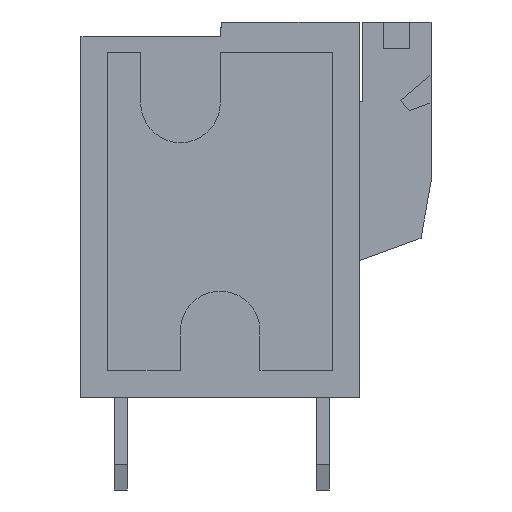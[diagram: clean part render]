
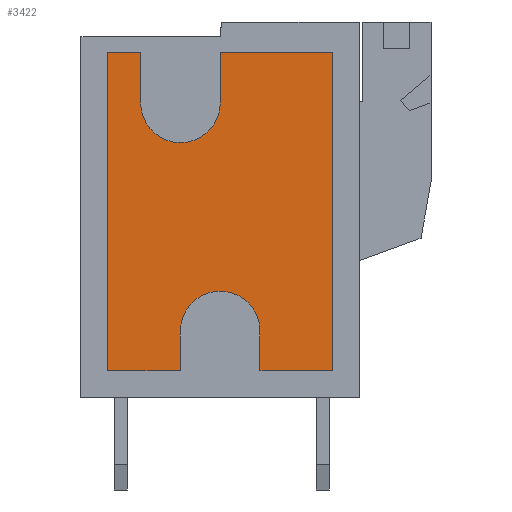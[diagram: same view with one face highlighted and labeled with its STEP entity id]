
A CAD part, left-side view. The second image highlights one B-rep face of the part: STEP entity #3422.
In plain terms, the highlighted planar face has unit normal (-1, 0, 0).
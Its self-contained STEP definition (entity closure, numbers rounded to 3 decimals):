
#26=CIRCLE('',#3624,1.5);
#27=CIRCLE('',#3625,1.5);
#232=FACE_OUTER_BOUND('',#421,.T.);
#421=EDGE_LOOP('',(#2981,#2982,#2983,#2984,#2985,#2986,#2987,#2988,#2989,
#2990,#2991,#2992));
#855=LINE('',#5340,#1317);
#856=LINE('',#5342,#1318);
#857=LINE('',#5344,#1319);
#858=LINE('',#5346,#1320);
#859=LINE('',#5348,#1321);
#860=LINE('',#5352,#1322);
#861=LINE('',#5354,#1323);
#862=LINE('',#5356,#1324);
#863=LINE('',#5358,#1325);
#864=LINE('',#5360,#1326);
#1317=VECTOR('',#4388,10.);
#1318=VECTOR('',#4389,10.);
#1319=VECTOR('',#4390,10.);
#1320=VECTOR('',#4391,10.);
#1321=VECTOR('',#4392,10.);
#1322=VECTOR('',#4395,10.);
#1323=VECTOR('',#4396,10.);
#1324=VECTOR('',#4397,10.);
#1325=VECTOR('',#4398,10.);
#1326=VECTOR('',#4399,10.);
#1643=VERTEX_POINT('',#5338);
#1644=VERTEX_POINT('',#5339);
#1645=VERTEX_POINT('',#5341);
#1646=VERTEX_POINT('',#5343);
#1647=VERTEX_POINT('',#5345);
#1648=VERTEX_POINT('',#5347);
#1649=VERTEX_POINT('',#5349);
#1650=VERTEX_POINT('',#5351);
#1651=VERTEX_POINT('',#5353);
#1652=VERTEX_POINT('',#5355);
#1653=VERTEX_POINT('',#5357);
#1654=VERTEX_POINT('',#5359);
#2095=EDGE_CURVE('',#1643,#1644,#855,.T.);
#2096=EDGE_CURVE('',#1645,#1643,#856,.T.);
#2097=EDGE_CURVE('',#1646,#1645,#857,.T.);
#2098=EDGE_CURVE('',#1647,#1646,#858,.T.);
#2099=EDGE_CURVE('',#1648,#1647,#859,.T.);
#2100=EDGE_CURVE('',#1649,#1648,#26,.T.);
#2101=EDGE_CURVE('',#1650,#1649,#860,.T.);
#2102=EDGE_CURVE('',#1651,#1650,#861,.T.);
#2103=EDGE_CURVE('',#1652,#1651,#862,.T.);
#2104=EDGE_CURVE('',#1653,#1652,#863,.T.);
#2105=EDGE_CURVE('',#1654,#1653,#864,.T.);
#2106=EDGE_CURVE('',#1644,#1654,#27,.T.);
#2981=ORIENTED_EDGE('',*,*,#2095,.F.);
#2982=ORIENTED_EDGE('',*,*,#2096,.F.);
#2983=ORIENTED_EDGE('',*,*,#2097,.F.);
#2984=ORIENTED_EDGE('',*,*,#2098,.F.);
#2985=ORIENTED_EDGE('',*,*,#2099,.F.);
#2986=ORIENTED_EDGE('',*,*,#2100,.F.);
#2987=ORIENTED_EDGE('',*,*,#2101,.F.);
#2988=ORIENTED_EDGE('',*,*,#2102,.F.);
#2989=ORIENTED_EDGE('',*,*,#2103,.F.);
#2990=ORIENTED_EDGE('',*,*,#2104,.F.);
#2991=ORIENTED_EDGE('',*,*,#2105,.F.);
#2992=ORIENTED_EDGE('',*,*,#2106,.F.);
#3245=PLANE('',#3623);
#3422=ADVANCED_FACE('',(#232),#3245,.T.);
#3623=AXIS2_PLACEMENT_3D('',#5337,#4386,#4387);
#3624=AXIS2_PLACEMENT_3D('',#5350,#4393,#4394);
#3625=AXIS2_PLACEMENT_3D('',#5361,#4400,#4401);
#4386=DIRECTION('center_axis',(-1.,0.,0.));
#4387=DIRECTION('ref_axis',(0.,-1.,0.));
#4388=DIRECTION('',(0.,0.,-1.));
#4389=DIRECTION('',(0.,-1.,0.));
#4390=DIRECTION('',(0.,0.,1.));
#4391=DIRECTION('',(0.,1.,0.));
#4392=DIRECTION('',(0.,0.,-1.));
#4393=DIRECTION('center_axis',(-1.,0.,0.));
#4394=DIRECTION('ref_axis',(0.,-1.,0.));
#4395=DIRECTION('',(0.,0.,1.));
#4396=DIRECTION('',(0.,1.,0.));
#4397=DIRECTION('',(0.,0.,-1.));
#4398=DIRECTION('',(0.,-1.,0.));
#4399=DIRECTION('',(0.,0.,1.));
#4400=DIRECTION('center_axis',(-1.,0.,0.));
#4401=DIRECTION('ref_axis',(0.,-1.,0.));
#5337=CARTESIAN_POINT('Origin',(-8.12,-3.75,7.));
#5338=CARTESIAN_POINT('',(-8.12,-0.75,13.));
#5339=CARTESIAN_POINT('',(-8.12,-0.75,11.1));
#5340=CARTESIAN_POINT('',(-8.12,-0.75,10.));
#5341=CARTESIAN_POINT('',(-8.12,0.5,13.));
#5342=CARTESIAN_POINT('',(-8.12,-1.625,13.));
#5343=CARTESIAN_POINT('',(-8.12,0.5,1.));
#5344=CARTESIAN_POINT('',(-8.12,0.5,4.));
#5345=CARTESIAN_POINT('',(-8.12,-2.25,1.));
#5346=CARTESIAN_POINT('',(-8.12,-3.,1.));
#5347=CARTESIAN_POINT('',(-8.12,-2.25,2.5));
#5348=CARTESIAN_POINT('',(-8.12,-2.25,4.75));
#5349=CARTESIAN_POINT('',(-8.12,-5.25,2.5));
#5350=CARTESIAN_POINT('Origin',(-8.12,-3.75,2.5));
#5351=CARTESIAN_POINT('',(-8.12,-5.25,1.));
#5352=CARTESIAN_POINT('',(-8.12,-5.25,4.));
#5353=CARTESIAN_POINT('',(-8.12,-8.,1.));
#5354=CARTESIAN_POINT('',(-8.12,-5.875,1.));
#5355=CARTESIAN_POINT('',(-8.12,-8.,13.));
#5356=CARTESIAN_POINT('',(-8.12,-8.,10.));
#5357=CARTESIAN_POINT('',(-8.12,-3.75,13.));
#5358=CARTESIAN_POINT('',(-8.12,-3.75,13.));
#5359=CARTESIAN_POINT('',(-8.12,-3.75,11.1));
#5360=CARTESIAN_POINT('',(-8.12,-3.75,9.05));
#5361=CARTESIAN_POINT('Origin',(-8.12,-2.25,11.1));
